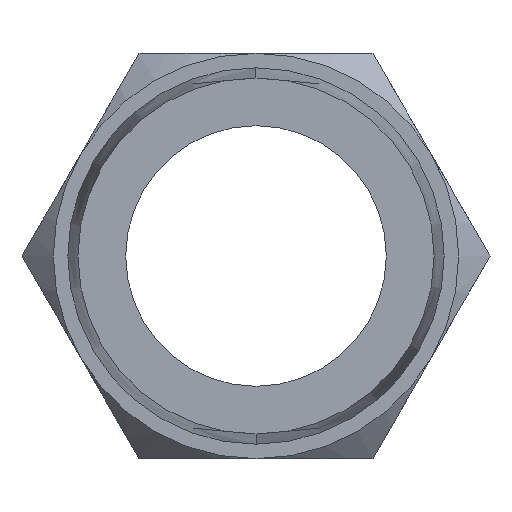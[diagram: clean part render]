
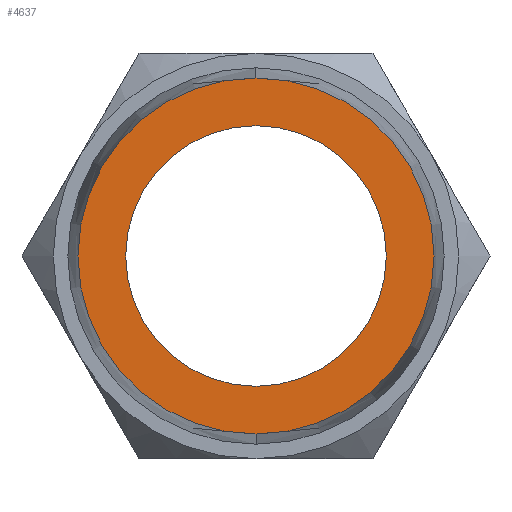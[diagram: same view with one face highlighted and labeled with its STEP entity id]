
A CAD part, left-side view. The second image highlights one B-rep face of the part: STEP entity #4637.
In plain terms, the highlighted planar face has unit normal (-1, 0, 0).
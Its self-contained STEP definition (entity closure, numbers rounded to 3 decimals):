
#122 = CARTESIAN_POINT ( 'NONE',  ( 0., 0., 4.5 ) ) ;
#188 = CIRCLE ( 'NONE', #4514, 6.15 ) ;
#385 = CIRCLE ( 'NONE', #482, 4.5 ) ;
#437 = DIRECTION ( 'NONE',  ( 0., 0., -1. ) ) ;
#482 = AXIS2_PLACEMENT_3D ( 'NONE', #3123, #751, #5009 ) ;
#751 = DIRECTION ( 'NONE',  ( 1., 0., 0. ) ) ;
#1027 = DIRECTION ( 'NONE',  ( 0., 0., -1. ) ) ;
#1118 = CARTESIAN_POINT ( 'NONE',  ( 0., 0., 0. ) ) ;
#1127 = VERTEX_POINT ( 'NONE', #4415 ) ;
#1148 = DIRECTION ( 'NONE',  ( 0., 0., 1. ) ) ;
#1195 = ORIENTED_EDGE ( 'NONE', *, *, #6054, .T. ) ;
#1378 = CARTESIAN_POINT ( 'NONE',  ( 0., 0., 0. ) ) ;
#1489 = ORIENTED_EDGE ( 'NONE', *, *, #2555, .T. ) ;
#1548 = DIRECTION ( 'NONE',  ( 1., 0., 0. ) ) ;
#1551 = CARTESIAN_POINT ( 'NONE',  ( 0., 0., -4.5 ) ) ;
#1846 = FACE_BOUND ( 'NONE', #5947, .T. ) ;
#1913 = ORIENTED_EDGE ( 'NONE', *, *, #5977, .T. ) ;
#2202 = VERTEX_POINT ( 'NONE', #5856 ) ;
#2303 = EDGE_LOOP ( 'NONE', ( #5128, #1489 ) ) ;
#2413 = DIRECTION ( 'NONE',  ( -1., 0., 0. ) ) ;
#2555 = EDGE_CURVE ( 'NONE', #1127, #2202, #188, .T. ) ;
#2803 = DIRECTION ( 'NONE',  ( 1., 0., 0. ) ) ;
#2877 = CARTESIAN_POINT ( 'NONE',  ( 0., 0., 0. ) ) ;
#3123 = CARTESIAN_POINT ( 'NONE',  ( 0., 0., 0. ) ) ;
#3140 = AXIS2_PLACEMENT_3D ( 'NONE', #1118, #1548, #1027 ) ;
#3148 = DIRECTION ( 'NONE',  ( -1., 0., 0. ) ) ;
#3296 = FACE_OUTER_BOUND ( 'NONE', #2303, .T. ) ;
#3434 = CIRCLE ( 'NONE', #4810, 6.15 ) ;
#3824 = PLANE ( 'NONE',  #4805 ) ;
#4379 = VERTEX_POINT ( 'NONE', #1551 ) ;
#4415 = CARTESIAN_POINT ( 'NONE',  ( 0., 0., 6.15 ) ) ;
#4514 = AXIS2_PLACEMENT_3D ( 'NONE', #2877, #2413, #1148 ) ;
#4590 = DIRECTION ( 'NONE',  ( 0., 0., 1. ) ) ;
#4637 = ADVANCED_FACE ( 'NONE', ( #1846, #3296 ), #3824, .F. ) ;
#4805 = AXIS2_PLACEMENT_3D ( 'NONE', #6053, #2803, #437 ) ;
#4810 = AXIS2_PLACEMENT_3D ( 'NONE', #1378, #3148, #4590 ) ;
#5009 = DIRECTION ( 'NONE',  ( 0., 0., -1. ) ) ;
#5082 = VERTEX_POINT ( 'NONE', #122 ) ;
#5128 = ORIENTED_EDGE ( 'NONE', *, *, #5565, .T. ) ;
#5565 = EDGE_CURVE ( 'NONE', #2202, #1127, #3434, .T. ) ;
#5603 = CIRCLE ( 'NONE', #3140, 4.5 ) ;
#5856 = CARTESIAN_POINT ( 'NONE',  ( 0., 0., -6.15 ) ) ;
#5947 = EDGE_LOOP ( 'NONE', ( #1913, #1195 ) ) ;
#5977 = EDGE_CURVE ( 'NONE', #5082, #4379, #5603, .T. ) ;
#6053 = CARTESIAN_POINT ( 'NONE',  ( 0., 0., 0. ) ) ;
#6054 = EDGE_CURVE ( 'NONE', #4379, #5082, #385, .T. ) ;
